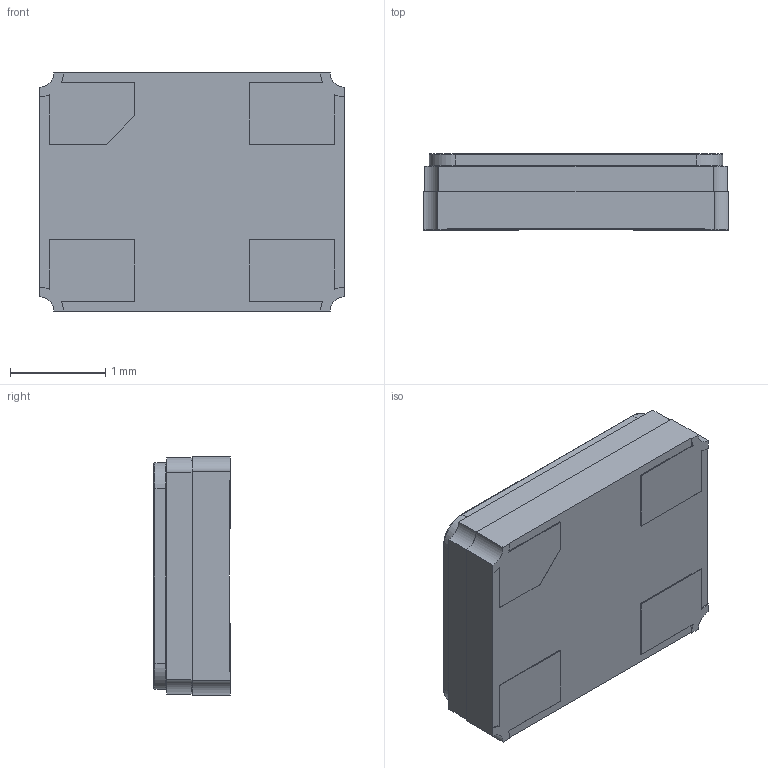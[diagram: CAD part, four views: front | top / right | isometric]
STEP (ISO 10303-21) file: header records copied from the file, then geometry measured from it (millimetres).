
FILE_DESCRIPTION(/* description */ (''),/* implementation_level */ '2;1');
FILE_NAME(/* name */ '',/* time_stamp */ '',/* author */ (''),/* organization */ (''),/* preprocessor_version */ '',/* originating_system */ '',/* authorisation */ '');
FILE_SCHEMA (('AUTOMOTIVE_DESIGN { 1 0 10303 214 3 1 1 }'));
Length unit declared in the file: millimetre
Products named in the file (1): Abracon ABM8AIG
Bounding box: 3.2 x 0.8 x 2.5 mm (x, y, z)
Volume: 6.2 mm3; surface area: 24.8 mm2
Topology: 1 solids, 1 shells, 312 faces, 854 edges, 564 vertices
Faces by surface type: plane 177, bspline 97, cylinder 30, torus 8
Entity records: 10828 total; most frequent: CARTESIAN_POINT 3320, ORIENTED_EDGE 1708, DIRECTION 1152, EDGE_CURVE 854, LINE 592, VECTOR 592, VERTEX_POINT 564, EDGE_LOOP 332
